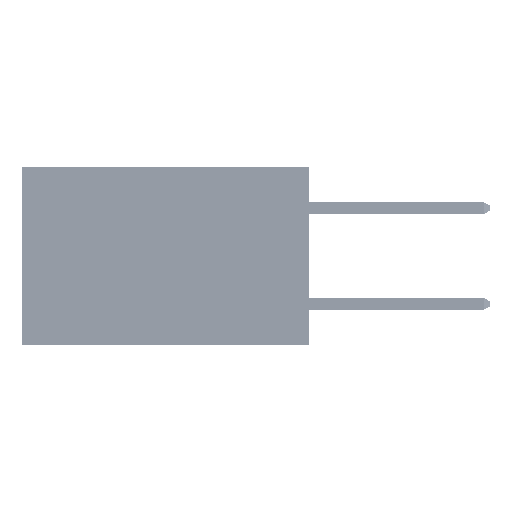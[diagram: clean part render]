
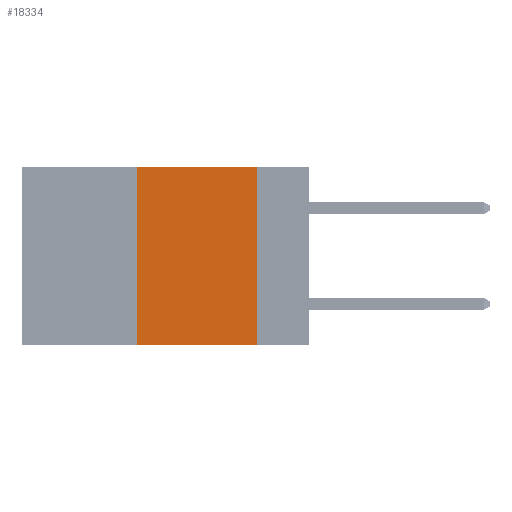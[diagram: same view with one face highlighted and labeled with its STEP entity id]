
A CAD part, left-side view. The second image highlights one B-rep face of the part: STEP entity #18334.
In plain terms, the highlighted planar face has unit normal (-1, 0, 0).
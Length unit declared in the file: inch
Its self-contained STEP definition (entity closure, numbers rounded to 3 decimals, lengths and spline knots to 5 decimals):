
#1396 = CARTESIAN_POINT ( 'NONE',  ( 0., 0.36, 0. ) ) ;
#3434 = DIRECTION ( 'NONE',  ( 0., -1., 0. ) ) ;
#3913 = AXIS2_PLACEMENT_3D ( 'NONE', #11123, #36523, #40412 ) ;
#5146 = DIRECTION ( 'NONE',  ( 0., -1., 0. ) ) ;
#8204 = EDGE_CURVE ( 'NONE', #47655, #10383, #26871, .T. ) ;
#9465 = ORIENTED_EDGE ( 'NONE', *, *, #11463, .F. ) ;
#10383 = VERTEX_POINT ( 'NONE', #1396 ) ;
#11123 = CARTESIAN_POINT ( 'NONE',  ( 0., 0.6, 0. ) ) ;
#11463 = EDGE_CURVE ( 'NONE', #15445, #17681, #20919, .T. ) ;
#15445 = VERTEX_POINT ( 'NONE', #35891 ) ;
#15478 = EDGE_CURVE ( 'NONE', #10383, #15445, #32511, .T. ) ;
#16040 = ORIENTED_EDGE ( 'NONE', *, *, #28076, .T. ) ;
#16683 = DIRECTION ( 'NONE',  ( 0., 0., 1. ) ) ;
#16880 = VECTOR ( 'NONE', #3434, 39.37008 ) ;
#17507 = CARTESIAN_POINT ( 'NONE',  ( 0., 0.11, 0. ) ) ;
#17681 = VERTEX_POINT ( 'NONE', #40137 ) ;
#18334 = ADVANCED_FACE ( 'NONE', ( #40174 ), #21780, .F. ) ;
#20919 = LINE ( 'NONE', #17507, #40670 ) ;
#21780 = PLANE ( 'NONE',  #3913 ) ;
#26595 = VECTOR ( 'NONE', #5146, 39.37008 ) ;
#26871 = LINE ( 'NONE', #41640, #47415 ) ;
#27532 = ORIENTED_EDGE ( 'NONE', *, *, #15478, .F. ) ;
#27675 = CARTESIAN_POINT ( 'NONE',  ( 0., 0.6, -0.37 ) ) ;
#28076 = EDGE_CURVE ( 'NONE', #47655, #17681, #46078, .T. ) ;
#31347 = EDGE_LOOP ( 'NONE', ( #9465, #27532, #43604, #16040 ) ) ;
#32511 = LINE ( 'NONE', #43895, #16880 ) ;
#35891 = CARTESIAN_POINT ( 'NONE',  ( 0., 0.11, 0. ) ) ;
#36523 = DIRECTION ( 'NONE',  ( 1., 0., 0. ) ) ;
#39703 = CARTESIAN_POINT ( 'NONE',  ( 0., 0.36, -0.37 ) ) ;
#40009 = DIRECTION ( 'NONE',  ( 0., 0., -1. ) ) ;
#40137 = CARTESIAN_POINT ( 'NONE',  ( 0., 0.11, -0.37 ) ) ;
#40174 = FACE_OUTER_BOUND ( 'NONE', #31347, .T. ) ;
#40412 = DIRECTION ( 'NONE',  ( 0., 0., -1. ) ) ;
#40670 = VECTOR ( 'NONE', #40009, 39.37008 ) ;
#41640 = CARTESIAN_POINT ( 'NONE',  ( 0., 0.36, 0. ) ) ;
#43604 = ORIENTED_EDGE ( 'NONE', *, *, #8204, .F. ) ;
#43895 = CARTESIAN_POINT ( 'NONE',  ( 0., 0.6, 0. ) ) ;
#46078 = LINE ( 'NONE', #27675, #26595 ) ;
#47415 = VECTOR ( 'NONE', #16683, 39.37008 ) ;
#47655 = VERTEX_POINT ( 'NONE', #39703 ) ;
